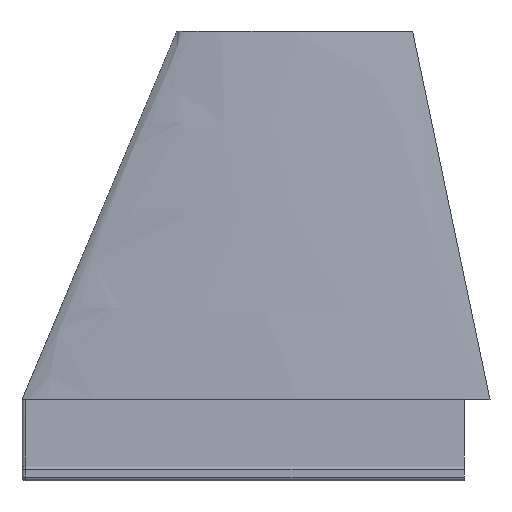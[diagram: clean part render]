
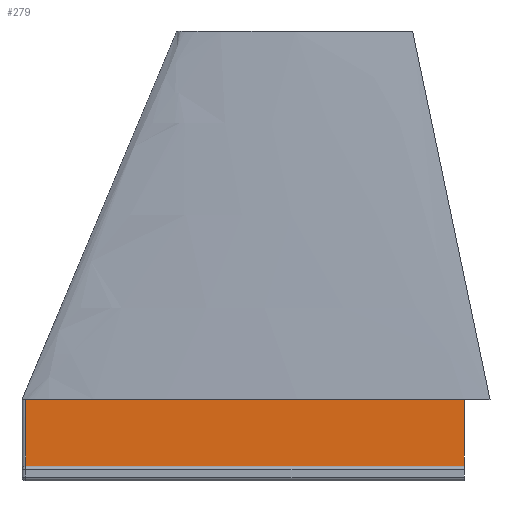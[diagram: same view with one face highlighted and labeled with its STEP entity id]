
A CAD part, front view. The second image highlights one B-rep face of the part: STEP entity #279.
In plain terms, the highlighted planar face has unit normal (0, -1, 0).
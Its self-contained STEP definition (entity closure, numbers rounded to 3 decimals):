
#64 = VERTEX_POINT('',#65);
#65 = CARTESIAN_POINT('',(60.,-1.5,-9.));
#155 = VERTEX_POINT('',#156);
#156 = CARTESIAN_POINT('',(60.,-1.5,0.));
#162 = EDGE_CURVE('',#64,#155,#163,.T.);
#163 = LINE('',#164,#165);
#164 = CARTESIAN_POINT('',(60.,-1.5,-11.));
#165 = VECTOR('',#166,1.);
#166 = DIRECTION('',(0.,0.,1.));
#259 = EDGE_CURVE('',#64,#260,#262,.T.);
#260 = VERTEX_POINT('',#261);
#261 = CARTESIAN_POINT('',(0.5,-1.5,-9.));
#262 = LINE('',#263,#264);
#263 = CARTESIAN_POINT('',(60.,-1.5,-9.));
#264 = VECTOR('',#265,1.);
#265 = DIRECTION('',(-1.,-0.,-0.));
#279 = ADVANCED_FACE('',(#280),#314,.F.);
#280 = FACE_BOUND('',#281,.F.);
#281 = EDGE_LOOP('',(#282,#283,#291,#299,#307,#313));
#282 = ORIENTED_EDGE('',*,*,#259,.T.);
#283 = ORIENTED_EDGE('',*,*,#284,.T.);
#284 = EDGE_CURVE('',#260,#285,#287,.T.);
#285 = VERTEX_POINT('',#286);
#286 = CARTESIAN_POINT('',(0.5,-1.5,0.));
#287 = LINE('',#288,#289);
#288 = CARTESIAN_POINT('',(0.5,-1.5,-9.));
#289 = VECTOR('',#290,1.);
#290 = DIRECTION('',(0.,0.,1.));
#291 = ORIENTED_EDGE('',*,*,#292,.T.);
#292 = EDGE_CURVE('',#285,#293,#295,.T.);
#293 = VERTEX_POINT('',#294);
#294 = CARTESIAN_POINT('',(18.629,-1.5,0.));
#295 = LINE('',#296,#297);
#296 = CARTESIAN_POINT('',(0.,-1.5,0.));
#297 = VECTOR('',#298,1.);
#298 = DIRECTION('',(1.,0.,0.));
#299 = ORIENTED_EDGE('',*,*,#300,.T.);
#300 = EDGE_CURVE('',#293,#301,#303,.T.);
#301 = VERTEX_POINT('',#302);
#302 = CARTESIAN_POINT('',(19.462,-1.5,0.));
#303 = LINE('',#304,#305);
#304 = CARTESIAN_POINT('',(0.,-1.5,0.));
#305 = VECTOR('',#306,1.);
#306 = DIRECTION('',(1.,0.,0.));
#307 = ORIENTED_EDGE('',*,*,#308,.T.);
#308 = EDGE_CURVE('',#301,#155,#309,.T.);
#309 = LINE('',#310,#311);
#310 = CARTESIAN_POINT('',(0.,-1.5,0.));
#311 = VECTOR('',#312,1.);
#312 = DIRECTION('',(1.,0.,0.));
#313 = ORIENTED_EDGE('',*,*,#162,.F.);
#314 = PLANE('',#315);
#315 = AXIS2_PLACEMENT_3D('',#316,#317,#318);
#316 = CARTESIAN_POINT('',(0.,-1.5,-11.));
#317 = DIRECTION('',(0.,1.,0.));
#318 = DIRECTION('',(0.,0.,1.));
